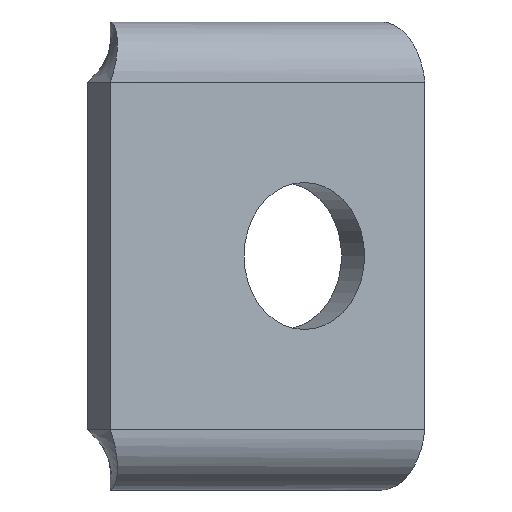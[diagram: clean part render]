
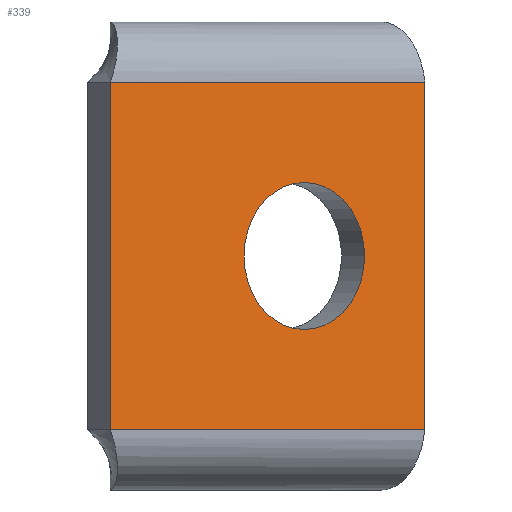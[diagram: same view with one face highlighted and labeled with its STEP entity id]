
A CAD part, front view. The second image highlights one B-rep face of the part: STEP entity #339.
In plain terms, the highlighted planar face has unit normal (0.574, -0.819, 0).
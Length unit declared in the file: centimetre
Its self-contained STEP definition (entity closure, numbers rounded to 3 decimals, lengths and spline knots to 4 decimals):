
#19=FACE_BOUND('',#79,.T.);
#22=CIRCLE('',#360,0.55);
#56=FACE_OUTER_BOUND('',#78,.T.);
#78=EDGE_LOOP('',(#292,#293,#294,#295));
#79=EDGE_LOOP('',(#296));
#96=LINE('',#562,#130);
#104=LINE('',#667,#138);
#108=LINE('',#798,#142);
#116=LINE('',#875,#150);
#130=VECTOR('',#386,2.8721);
#138=VECTOR('',#404,2.6);
#142=VECTOR('',#410,2.8721);
#150=VECTOR('',#424,2.6);
#161=VERTEX_POINT('',#513);
#163=VERTEX_POINT('',#561);
#168=VERTEX_POINT('',#665);
#173=VERTEX_POINT('',#772);
#178=VERTEX_POINT('',#877);
#192=EDGE_CURVE('',#163,#161,#96,.T.);
#203=EDGE_CURVE('',#168,#161,#104,.T.);
#210=EDGE_CURVE('',#168,#173,#108,.T.);
#219=EDGE_CURVE('',#173,#163,#116,.T.);
#220=EDGE_CURVE('',#178,#178,#22,.T.);
#292=ORIENTED_EDGE('',*,*,#192,.T.);
#293=ORIENTED_EDGE('',*,*,#203,.F.);
#294=ORIENTED_EDGE('',*,*,#210,.T.);
#295=ORIENTED_EDGE('',*,*,#219,.T.);
#296=ORIENTED_EDGE('',*,*,#220,.F.);
#320=PLANE('',#359);
#339=ADVANCED_FACE('',(#56,#19),#320,.T.);
#359=AXIS2_PLACEMENT_3D('',#876,#425,#426);
#360=AXIS2_PLACEMENT_3D('',#878,#427,#428);
#386=DIRECTION('',(0.819,0.574,0.));
#404=DIRECTION('',(0.,0.,-1.));
#410=DIRECTION('',(-0.819,-0.574,0.));
#424=DIRECTION('',(0.,0.,-1.));
#425=DIRECTION('center_axis',(0.574,-0.819,0.));
#426=DIRECTION('ref_axis',(0.819,0.574,0.));
#427=DIRECTION('center_axis',(0.574,-0.819,0.));
#428=DIRECTION('ref_axis',(0.,0.,1.));
#513=CARTESIAN_POINT('',(2.3527,1.6473,-1.3));
#561=CARTESIAN_POINT('',(0.,0.,-1.3));
#562=CARTESIAN_POINT('',(0.,0.,-1.3));
#665=CARTESIAN_POINT('',(2.3527,1.6473,1.3));
#667=CARTESIAN_POINT('',(2.3527,1.6473,1.3));
#772=CARTESIAN_POINT('',(0.,0.,1.3));
#798=CARTESIAN_POINT('',(2.3527,1.6473,1.3));
#875=CARTESIAN_POINT('',(0.,0.,1.3));
#876=CARTESIAN_POINT('Origin',(0.,0.,-1.75));
#877=CARTESIAN_POINT('',(1.4516,1.0164,0.55));
#878=CARTESIAN_POINT('Origin',(1.4516,1.0164,0.));
